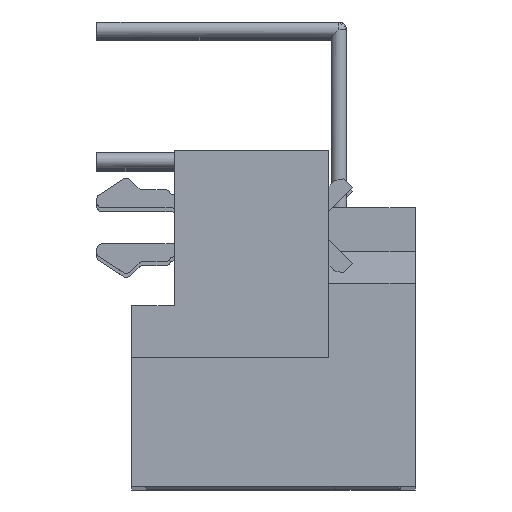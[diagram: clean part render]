
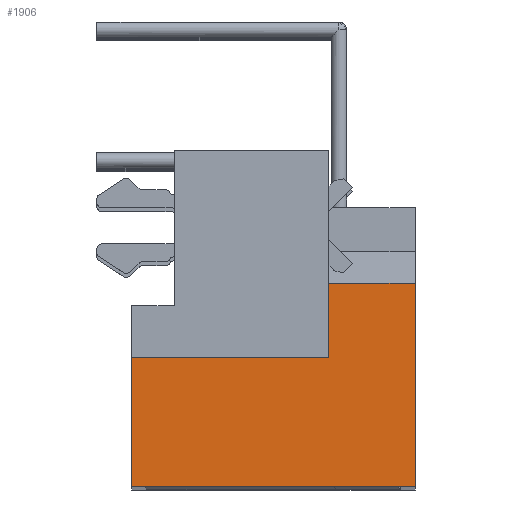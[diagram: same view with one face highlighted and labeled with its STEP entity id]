
A CAD part, top view. The second image highlights one B-rep face of the part: STEP entity #1906.
In plain terms, the highlighted planar face has unit normal (0, 0, 1).
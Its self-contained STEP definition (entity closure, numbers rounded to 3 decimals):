
#406=LINE('',#9592,#794);
#465=LINE('',#9745,#853);
#503=LINE('',#9822,#891);
#505=LINE('',#9826,#893);
#507=LINE('',#9830,#895);
#508=LINE('',#9831,#896);
#794=VECTOR('',#7554,1.);
#853=VECTOR('',#7709,1.);
#891=VECTOR('',#7769,1.);
#893=VECTOR('',#7773,1.);
#895=VECTOR('',#7777,1.);
#896=VECTOR('',#7778,1.);
#1906=ADVANCED_FACE('',(#2369),#2155,.T.);
#2155=PLANE('',#6552);
#2369=FACE_OUTER_BOUND('',#2872,.T.);
#2872=EDGE_LOOP('',(#3652,#3653,#3654,#3655,#3656,#3657));
#3652=ORIENTED_EDGE('',*,*,#5392,.T.);
#3653=ORIENTED_EDGE('',*,*,#5390,.F.);
#3654=ORIENTED_EDGE('',*,*,#5352,.F.);
#3655=ORIENTED_EDGE('',*,*,#5394,.F.);
#3656=ORIENTED_EDGE('',*,*,#5281,.F.);
#3657=ORIENTED_EDGE('',*,*,#5395,.T.);
#4718=VERTEX_POINT('',#9591);
#4719=VERTEX_POINT('',#9593);
#4765=VERTEX_POINT('',#9746);
#4766=VERTEX_POINT('',#9747);
#4793=VERTEX_POINT('',#9823);
#4794=VERTEX_POINT('',#9827);
#5281=EDGE_CURVE('',#4718,#4719,#406,.T.);
#5352=EDGE_CURVE('',#4765,#4766,#465,.T.);
#5390=EDGE_CURVE('',#4766,#4793,#503,.T.);
#5392=EDGE_CURVE('',#4794,#4793,#505,.T.);
#5394=EDGE_CURVE('',#4719,#4765,#507,.T.);
#5395=EDGE_CURVE('',#4718,#4794,#508,.T.);
#6552=AXIS2_PLACEMENT_3D('',#9832,#7779,#7780);
#7554=DIRECTION('',(1.,0.,0.));
#7709=DIRECTION('',(-1.,0.,0.));
#7769=DIRECTION('',(0.,1.,0.));
#7773=DIRECTION('',(-1.,0.,0.));
#7777=DIRECTION('',(0.,-1.,0.));
#7778=DIRECTION('',(0.,-1.,0.));
#7779=DIRECTION('',(0.,0.,1.));
#7780=DIRECTION('',(0.,-1.,0.));
#9591=CARTESIAN_POINT('',(7.7,7.877,87.5));
#9592=CARTESIAN_POINT('',(7.7,7.877,87.5));
#9593=CARTESIAN_POINT('',(11.05,7.877,87.5));
#9745=CARTESIAN_POINT('',(11.1,0.,87.5));
#9746=CARTESIAN_POINT('',(11.05,0.,87.5));
#9747=CARTESIAN_POINT('',(0.05,0.,87.5));
#9822=CARTESIAN_POINT('',(0.05,0.,87.5));
#9823=CARTESIAN_POINT('',(0.05,5.,87.5));
#9826=CARTESIAN_POINT('',(7.7,5.,87.5));
#9827=CARTESIAN_POINT('',(7.7,5.,87.5));
#9830=CARTESIAN_POINT('',(11.05,7.877,87.5));
#9831=CARTESIAN_POINT('',(7.7,7.877,87.5));
#9832=CARTESIAN_POINT('',(0.,7.877,87.5));
